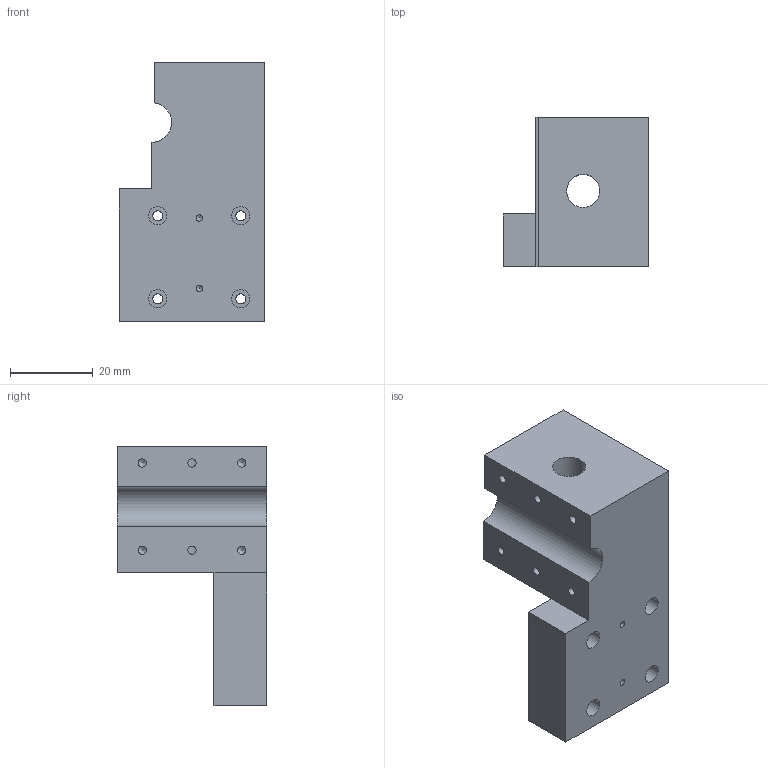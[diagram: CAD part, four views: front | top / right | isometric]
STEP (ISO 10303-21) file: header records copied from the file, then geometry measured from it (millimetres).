
FILE_DESCRIPTION(/* description */ ('zgalvo_to_optisigma_stage'),/* implementation_level */ '2;1');
FILE_NAME(/* name */ 'zgalvo_to_optisigma_stage.stp',/* time_stamp */ '2019-04-23T14:07:11-04:00',/* author */ ('negrashovi'),/* organization */ (''),/* preprocessor_version */ 'ST-DEVELOPER v17',/* originating_system */ 'Autodesk Inventor 2018',/* authorisation */ '');
FILE_SCHEMA (('AUTOMOTIVE_DESIGN { 1 0 10303 214 3 1 1 }'));
Length unit declared in the file: millimetre
Products named in the file (1): J007526
Bounding box: 35 x 36 x 62.5 mm (x, y, z)
Volume: 40346.3 mm3; surface area: 10790.6 mm2
Topology: 1 solids, 1 shells, 53 faces, 168 edges, 119 vertices
Faces by surface type: cylinder 25, plane 15, cone 13
Full cylindrical faces by diameter (mm): 1.567 x6, 2 x3, 2.013 x6, 2.4 x4, 4.4 x4, 8 x1
Entity records: 2005 total; most frequent: CARTESIAN_POINT 408, DIRECTION 336, ORIENTED_EDGE 310, EDGE_CURVE 155, AXIS2_PLACEMENT_3D 135, VERTEX_POINT 119, EDGE_LOOP 82, CIRCLE 81
